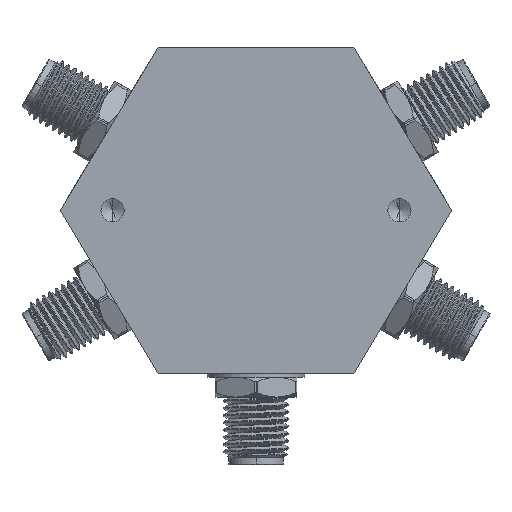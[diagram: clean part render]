
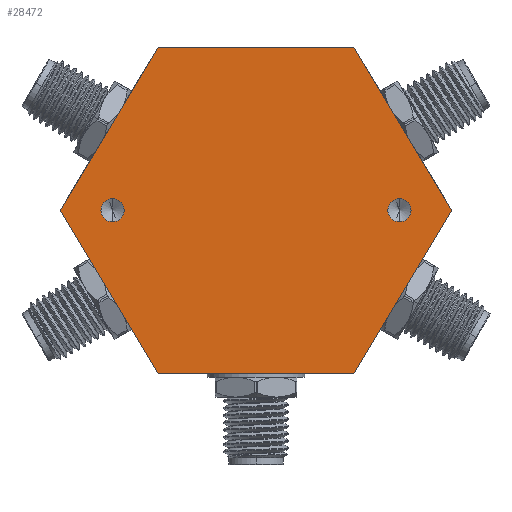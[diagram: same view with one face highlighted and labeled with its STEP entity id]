
A CAD part, front view. The second image highlights one B-rep face of the part: STEP entity #28472.
In plain terms, the highlighted planar face has unit normal (0, -1, 0).
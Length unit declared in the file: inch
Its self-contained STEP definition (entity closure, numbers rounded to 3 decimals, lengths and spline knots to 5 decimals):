
#561 = AXIS2_PLACEMENT_3D ( 'NONE', #13394, #9903, #2198 ) ;
#1137 = CARTESIAN_POINT ( 'NONE',  ( 0.55, -0.325, 0. ) ) ;
#2198 = DIRECTION ( 'NONE',  ( 0., 0., -1. ) ) ;
#2426 = EDGE_CURVE ( 'NONE', #8665, #46531, #48277, .T. ) ;
#2762 = CARTESIAN_POINT ( 'NONE',  ( -0.375, -0.325, -0.625 ) ) ;
#2775 = LINE ( 'NONE', #18447, #19131 ) ;
#3065 = VERTEX_POINT ( 'NONE', #34964 ) ;
#3618 = CARTESIAN_POINT ( 'NONE',  ( -0.55, -0.325, 0.0445 ) ) ;
#4330 = VERTEX_POINT ( 'NONE', #28660 ) ;
#5094 = EDGE_CURVE ( 'NONE', #16613, #47413, #17762, .T. ) ;
#5468 = VECTOR ( 'NONE', #10763, 39.37008 ) ;
#5955 = CARTESIAN_POINT ( 'NONE',  ( 0.55, -0.325, 0. ) ) ;
#6662 = ORIENTED_EDGE ( 'NONE', *, *, #45608, .F. ) ;
#6786 = LINE ( 'NONE', #18478, #5468 ) ;
#7013 = VECTOR ( 'NONE', #32448, 39.37008 ) ;
#7640 = ORIENTED_EDGE ( 'NONE', *, *, #37001, .F. ) ;
#7875 = DIRECTION ( 'NONE',  ( 0., 0., -1. ) ) ;
#8123 = DIRECTION ( 'NONE',  ( 0., -1., 0. ) ) ;
#8665 = VERTEX_POINT ( 'NONE', #3618 ) ;
#9893 = EDGE_CURVE ( 'NONE', #31582, #3065, #6786, .T. ) ;
#9903 = DIRECTION ( 'NONE',  ( 0., -1., 0. ) ) ;
#10763 = DIRECTION ( 'NONE',  ( 0.514, 0., -0.857 ) ) ;
#10994 = DIRECTION ( 'NONE',  ( -0.514, 0., -0.857 ) ) ;
#11356 = CARTESIAN_POINT ( 'NONE',  ( 0., -0.325, 0. ) ) ;
#12082 = DIRECTION ( 'NONE',  ( 1., 0., 0. ) ) ;
#12739 = AXIS2_PLACEMENT_3D ( 'NONE', #1137, #8123, #7875 ) ;
#12786 = CARTESIAN_POINT ( 'NONE',  ( 0.375, -0.325, -0.625 ) ) ;
#13394 = CARTESIAN_POINT ( 'NONE',  ( -0.55, -0.325, 0. ) ) ;
#14367 = AXIS2_PLACEMENT_3D ( 'NONE', #33999, #25782, #39850 ) ;
#14554 = ORIENTED_EDGE ( 'NONE', *, *, #25835, .F. ) ;
#15076 = PLANE ( 'NONE',  #33568 ) ;
#16057 = DIRECTION ( 'NONE',  ( 0., 1., 0. ) ) ;
#16613 = VERTEX_POINT ( 'NONE', #45128 ) ;
#17762 = LINE ( 'NONE', #40445, #7013 ) ;
#17801 = ORIENTED_EDGE ( 'NONE', *, *, #2426, .F. ) ;
#18447 = CARTESIAN_POINT ( 'NONE',  ( 0.375, -0.325, 0.625 ) ) ;
#18478 = CARTESIAN_POINT ( 'NONE',  ( 0.75, -0.325, 0. ) ) ;
#18564 = FACE_OUTER_BOUND ( 'NONE', #40797, .T. ) ;
#18920 = VECTOR ( 'NONE', #10994, 39.37008 ) ;
#19131 = VECTOR ( 'NONE', #37149, 39.37008 ) ;
#20491 = ORIENTED_EDGE ( 'NONE', *, *, #41714, .F. ) ;
#20782 = AXIS2_PLACEMENT_3D ( 'NONE', #5955, #40326, #29094 ) ;
#23814 = CARTESIAN_POINT ( 'NONE',  ( -0.75, -0.325, 0. ) ) ;
#24540 = EDGE_LOOP ( 'NONE', ( #46323, #7640 ) ) ;
#25782 = DIRECTION ( 'NONE',  ( 0., -1., 0. ) ) ;
#25835 = EDGE_CURVE ( 'NONE', #46531, #8665, #38245, .T. ) ;
#26045 = ORIENTED_EDGE ( 'NONE', *, *, #5094, .F. ) ;
#26191 = CARTESIAN_POINT ( 'NONE',  ( 0.55, -0.325, 0.0445 ) ) ;
#28030 = EDGE_CURVE ( 'NONE', #34460, #48213, #42282, .T. ) ;
#28472 = ADVANCED_FACE ( 'NONE', ( #29773, #44979, #18564 ), #15076, .F. ) ;
#28660 = CARTESIAN_POINT ( 'NONE',  ( -0.375, -0.325, 0.625 ) ) ;
#28735 = CARTESIAN_POINT ( 'NONE',  ( -0.55, -0.325, -0.0445 ) ) ;
#28883 = ORIENTED_EDGE ( 'NONE', *, *, #36157, .F. ) ;
#29094 = DIRECTION ( 'NONE',  ( 0., 0., -1. ) ) ;
#29132 = VECTOR ( 'NONE', #48058, 39.37008 ) ;
#29345 = LINE ( 'NONE', #47819, #29132 ) ;
#29773 = FACE_BOUND ( 'NONE', #24540, .T. ) ;
#30199 = VECTOR ( 'NONE', #48345, 39.37008 ) ;
#31433 = ORIENTED_EDGE ( 'NONE', *, *, #44769, .F. ) ;
#31582 = VERTEX_POINT ( 'NONE', #35191 ) ;
#32448 = DIRECTION ( 'NONE',  ( -0.514, 0., 0.857 ) ) ;
#33153 = LINE ( 'NONE', #45377, #18920 ) ;
#33568 = AXIS2_PLACEMENT_3D ( 'NONE', #11356, #16057, #12082 ) ;
#33999 = CARTESIAN_POINT ( 'NONE',  ( -0.55, -0.325, 0. ) ) ;
#34213 = CIRCLE ( 'NONE', #12739, 0.0445 ) ;
#34460 = VERTEX_POINT ( 'NONE', #43497 ) ;
#34964 = CARTESIAN_POINT ( 'NONE',  ( 0.75, -0.325, 0. ) ) ;
#35191 = CARTESIAN_POINT ( 'NONE',  ( 0.375, -0.325, 0.625 ) ) ;
#35996 = EDGE_LOOP ( 'NONE', ( #14554, #17801 ) ) ;
#36157 = EDGE_CURVE ( 'NONE', #39027, #16613, #48600, .T. ) ;
#37001 = EDGE_CURVE ( 'NONE', #48213, #34460, #34213, .T. ) ;
#37149 = DIRECTION ( 'NONE',  ( 1., 0., 0. ) ) ;
#38245 = CIRCLE ( 'NONE', #14367, 0.0445 ) ;
#39027 = VERTEX_POINT ( 'NONE', #12786 ) ;
#39850 = DIRECTION ( 'NONE',  ( 0., 0., -1. ) ) ;
#40326 = DIRECTION ( 'NONE',  ( 0., -1., 0. ) ) ;
#40445 = CARTESIAN_POINT ( 'NONE',  ( -0.75, -0.325, 0. ) ) ;
#40797 = EDGE_LOOP ( 'NONE', ( #26045, #28883, #31433, #48204, #20491, #6662 ) ) ;
#41714 = EDGE_CURVE ( 'NONE', #4330, #31582, #2775, .T. ) ;
#42282 = CIRCLE ( 'NONE', #20782, 0.0445 ) ;
#43497 = CARTESIAN_POINT ( 'NONE',  ( 0.55, -0.325, -0.0445 ) ) ;
#44769 = EDGE_CURVE ( 'NONE', #3065, #39027, #33153, .T. ) ;
#44979 = FACE_BOUND ( 'NONE', #35996, .T. ) ;
#45128 = CARTESIAN_POINT ( 'NONE',  ( -0.375, -0.325, -0.625 ) ) ;
#45377 = CARTESIAN_POINT ( 'NONE',  ( 0.375, -0.325, -0.625 ) ) ;
#45608 = EDGE_CURVE ( 'NONE', #47413, #4330, #29345, .T. ) ;
#46323 = ORIENTED_EDGE ( 'NONE', *, *, #28030, .F. ) ;
#46531 = VERTEX_POINT ( 'NONE', #28735 ) ;
#47413 = VERTEX_POINT ( 'NONE', #23814 ) ;
#47819 = CARTESIAN_POINT ( 'NONE',  ( -0.375, -0.325, 0.625 ) ) ;
#48058 = DIRECTION ( 'NONE',  ( 0.514, 0., 0.857 ) ) ;
#48204 = ORIENTED_EDGE ( 'NONE', *, *, #9893, .F. ) ;
#48213 = VERTEX_POINT ( 'NONE', #26191 ) ;
#48277 = CIRCLE ( 'NONE', #561, 0.0445 ) ;
#48345 = DIRECTION ( 'NONE',  ( -1., 0., 0. ) ) ;
#48600 = LINE ( 'NONE', #2762, #30199 ) ;
